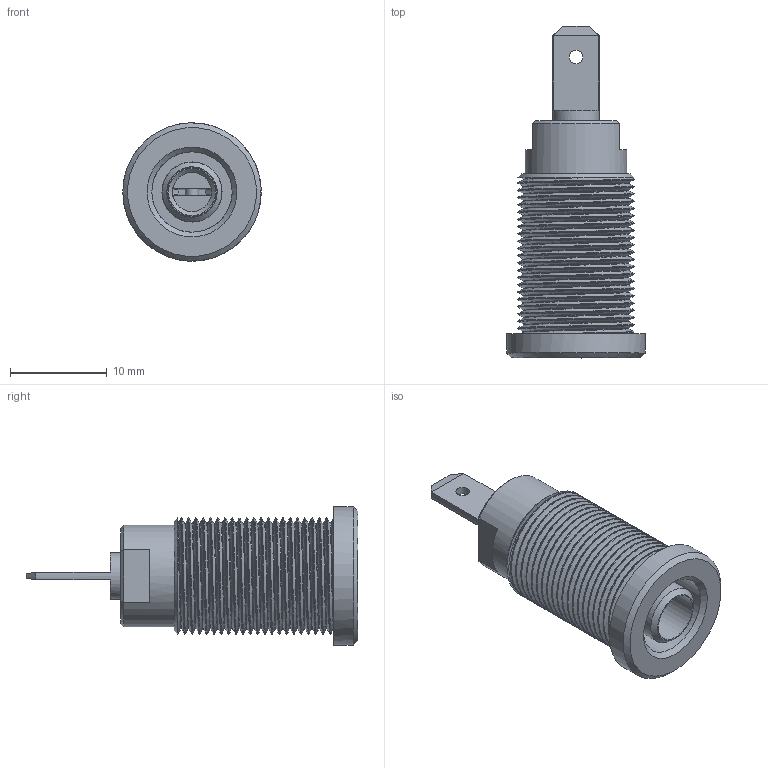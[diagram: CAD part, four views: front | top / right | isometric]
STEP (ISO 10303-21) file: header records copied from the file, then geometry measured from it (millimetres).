
FILE_DESCRIPTION(/* description */ (''),/* implementation_level */ '2;1');
FILE_NAME(/* name */ 'FCR73575A S16N 4.8mm.stp',/* time_stamp */ '2025-06-18T14:26:56+01:00',/* author */ ('tottley'),/* organization */ (''),/* preprocessor_version */ 'ST-DEVELOPER v20',/* originating_system */ 'Autodesk Inventor 2025',/* authorisation */ '');
FILE_SCHEMA (('AUTOMOTIVE_DESIGN { 1 0 10303 214 3 1 1 }'));
Length unit declared in the file: millimetre
Products named in the file (1): FCR73575G S16N 4.8mm
Bounding box: 14.3 x 34.29 x 14.3 mm (x, y, z)
Volume: 1798.2 mm3; surface area: 3005.5 mm2
Topology: 1 solids, 1 shells, 71 faces, 219 edges, 157 vertices
Faces by surface type: cylinder 33, plane 22, cone 10, bspline 6
Full cylindrical faces by diameter (mm): 1 x1, 1.4 x1, 4.05 x1, 4.8 x1, 5 x1, 6.2 x1, 7 x1, 8.3 x1, 10.5 x1, 12 x20, 14.3 x1
Entity records: 22411 total; most frequent: CARTESIAN_POINT 20485, ORIENTED_EDGE 436, DIRECTION 288, EDGE_CURVE 218, VERTEX_POINT 157, AXIS2_PLACEMENT_3D 115, B_SPLINE_CURVE_WITH_KNOTS 107, EDGE_LOOP 81
